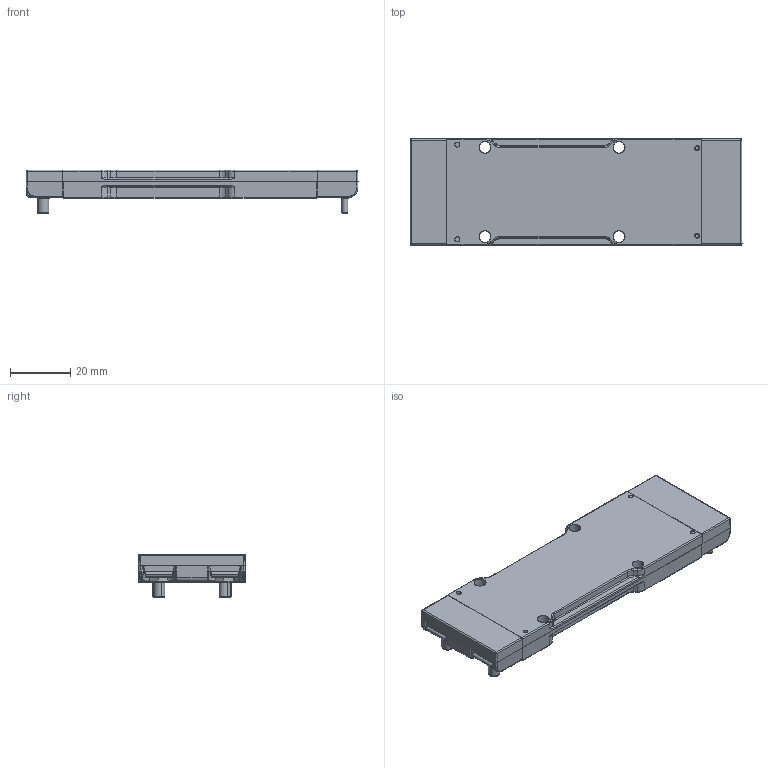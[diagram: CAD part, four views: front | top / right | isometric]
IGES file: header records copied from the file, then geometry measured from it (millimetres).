
Start section: SolidWorks IGES file using analytic representation for surfaces
Global section: file name: VIA_4414_longpin_without_comm.IGS; native system: SolidWorks 2017; preprocessor: SolidWorks 2017; author: hbarone; date: 201117.130529; units: millimetre
Bounding box: 110.55 x 35.54 x 14.61 mm (x, y, z)
Surface area: 24182.2 mm2 (no closed solid volume)
Topology: 0 solids, 0 shells, 1564 faces, 17738 edges, 17734 vertices
Faces by surface type: revolution 928, bspline 636
